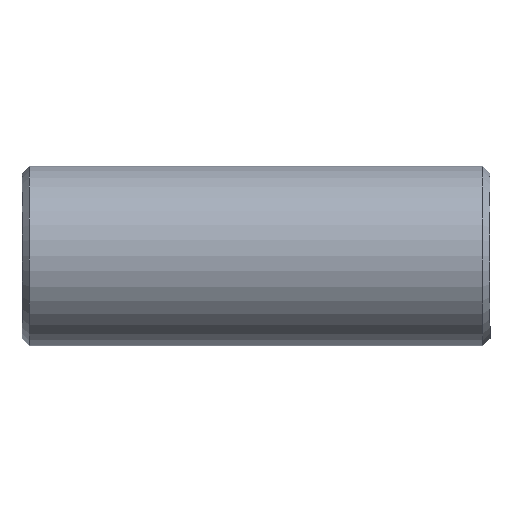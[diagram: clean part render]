
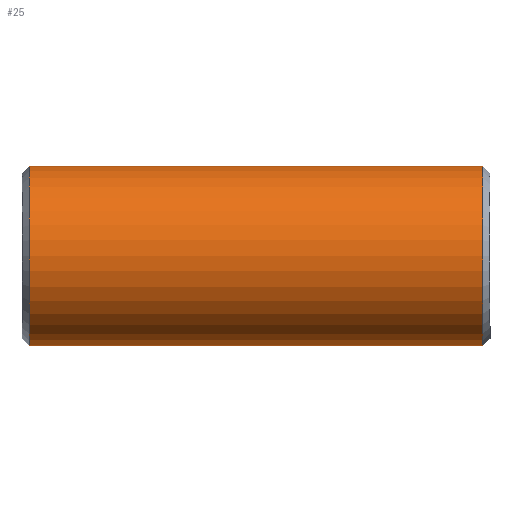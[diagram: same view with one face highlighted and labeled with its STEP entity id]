
A CAD part, top view. The second image highlights one B-rep face of the part: STEP entity #25.
In plain terms, the highlighted cylindrical face has radius 12.49 mm (diameter 24.98 mm), a partial arc.
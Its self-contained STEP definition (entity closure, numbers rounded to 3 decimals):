
#4 = DIRECTION ( 'NONE',  ( 0., 1., 0. ) ) ;
#14 = DIRECTION ( 'NONE',  ( 0., -1., 0. ) ) ;
#24 = CARTESIAN_POINT ( 'NONE',  ( -31.5, 12.49, 0. ) ) ;
#25 = ADVANCED_FACE ( 'NONE', ( #264 ), #130, .T. ) ;
#54 = EDGE_CURVE ( 'NONE', #270, #273, #82, .T. ) ;
#79 = CARTESIAN_POINT ( 'NONE',  ( -32.5, 0., 0. ) ) ;
#82 = CIRCLE ( 'NONE', #292, 12.49 ) ;
#83 = AXIS2_PLACEMENT_3D ( 'NONE', #79, #139, #4 ) ;
#90 = VECTOR ( 'NONE', #117, 1000. ) ;
#93 = LINE ( 'NONE', #199, #90 ) ;
#97 = EDGE_CURVE ( 'NONE', #270, #345, #116, .T. ) ;
#100 = EDGE_LOOP ( 'NONE', ( #141, #297, #107, #315 ) ) ;
#107 = ORIENTED_EDGE ( 'NONE', *, *, #122, .T. ) ;
#116 = LINE ( 'NONE', #123, #129 ) ;
#117 = DIRECTION ( 'NONE',  ( 1., 0., 0. ) ) ;
#122 = EDGE_CURVE ( 'NONE', #284, #345, #238, .T. ) ;
#123 = CARTESIAN_POINT ( 'NONE',  ( -32.5, 12.49, 0. ) ) ;
#129 = VECTOR ( 'NONE', #337, 1000. ) ;
#130 = CYLINDRICAL_SURFACE ( 'NONE', #83, 12.49 ) ;
#139 = DIRECTION ( 'NONE',  ( 1., 0., 0. ) ) ;
#141 = ORIENTED_EDGE ( 'NONE', *, *, #54, .T. ) ;
#149 = EDGE_CURVE ( 'NONE', #273, #284, #93, .T. ) ;
#166 = DIRECTION ( 'NONE',  ( 0., -1., 0. ) ) ;
#170 = CARTESIAN_POINT ( 'NONE',  ( 31.5, 0., 0. ) ) ;
#199 = CARTESIAN_POINT ( 'NONE',  ( -32.5, -12.49, 0. ) ) ;
#238 = CIRCLE ( 'NONE', #285, 12.49 ) ;
#241 = CARTESIAN_POINT ( 'NONE',  ( 31.5, 12.49, 0. ) ) ;
#252 = DIRECTION ( 'NONE',  ( -1., 0., 0. ) ) ;
#264 = FACE_OUTER_BOUND ( 'NONE', #100, .T. ) ;
#265 = CARTESIAN_POINT ( 'NONE',  ( 31.5, -12.49, 0. ) ) ;
#270 = VERTEX_POINT ( 'NONE', #24 ) ;
#273 = VERTEX_POINT ( 'NONE', #348 ) ;
#284 = VERTEX_POINT ( 'NONE', #265 ) ;
#285 = AXIS2_PLACEMENT_3D ( 'NONE', #170, #252, #14 ) ;
#292 = AXIS2_PLACEMENT_3D ( 'NONE', #335, #336, #166 ) ;
#297 = ORIENTED_EDGE ( 'NONE', *, *, #149, .T. ) ;
#315 = ORIENTED_EDGE ( 'NONE', *, *, #97, .F. ) ;
#335 = CARTESIAN_POINT ( 'NONE',  ( -31.5, 0., 0. ) ) ;
#336 = DIRECTION ( 'NONE',  ( 1., 0., 0. ) ) ;
#337 = DIRECTION ( 'NONE',  ( 1., 0., 0. ) ) ;
#345 = VERTEX_POINT ( 'NONE', #241 ) ;
#348 = CARTESIAN_POINT ( 'NONE',  ( -31.5, -12.49, 0. ) ) ;
